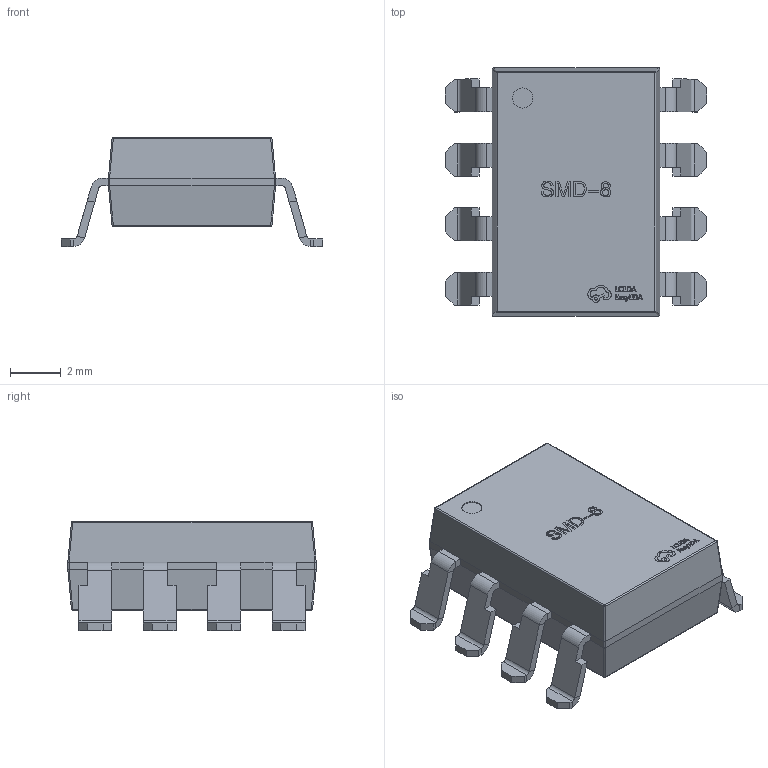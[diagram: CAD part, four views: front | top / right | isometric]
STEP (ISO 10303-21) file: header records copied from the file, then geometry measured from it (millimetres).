
FILE_DESCRIPTION (( 'STEP AP214' ), '1' );
FILE_NAME ('SMD-8_L9.8-W6.6-H4.3-LS10.3-P2.54.step', '2022-07-26T08:57:14', ( '' ), ( '' ), 'SwSTEP 2.0', 'SolidWorks 2020', '' );
FILE_SCHEMA (( 'AUTOMOTIVE_DESIGN' ));
Length unit declared in the file: millimetre
Products named in the file (1): SMD-8_L9.8-W6.6-H4.3-LS10.3-P2.54
Bounding box: 10.3 x 9.8 x 4.3 mm (x, y, z)
Volume: 228.3 mm3; surface area: 315.3 mm2
Topology: 14 solids, 14 shells, 604 faces, 1528 edges, 968 vertices
Faces by surface type: plane 389, bspline 153, cylinder 54, sphere 8
Entity records: 27250 total; most frequent: CARTESIAN_POINT 7614, ORIENTED_EDGE 3056, DIRECTION 2206, EDGE_CURVE 1528, LINE 1118, VECTOR 1118, VERTEX_POINT 968, EDGE_LOOP 632
